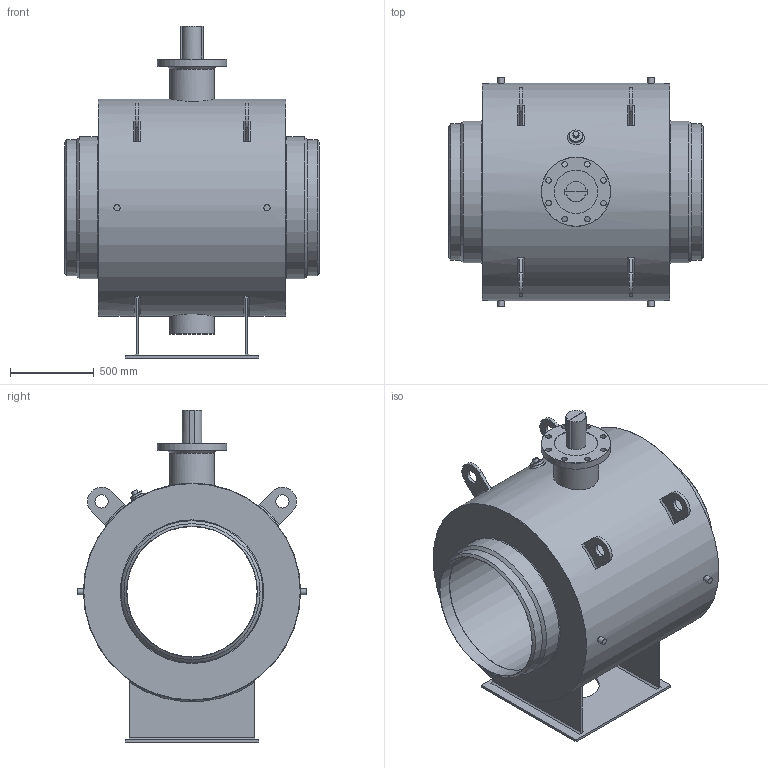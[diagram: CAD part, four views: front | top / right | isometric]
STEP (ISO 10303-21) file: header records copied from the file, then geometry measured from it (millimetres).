
FILE_DESCRIPTION( ( 'Unknown' ), '1' );
FILE_NAME( 'A800WW9_1.stp', 'Unknown', ( 'Unknown' ), ( 'Unknown' ), 'PSStep 14.0', 'Unknown', ' ' );
FILE_SCHEMA( ( 'AUTOMOTIVE_DESIGN { 1 0 10303 214 1 1 1 1 }' ) );
Length unit declared in the file: millimetre
Products named in the file (1): 1
Bounding box: 1524 x 1374 x 1988 mm (x, y, z)
Volume: 1026133967.2 mm3; surface area: 13795461.9 mm2
Topology: 1 solids, 1 shells, 125 faces, 303 edges, 198 vertices
Faces by surface type: plane 61, cylinder 36, cone 25, torus 2, bspline 1
Full cylindrical faces by diameter (mm): 33 x8, 36 x1, 37 x4, 78 x1, 80 x4, 120 x1, 260 x1, 270 x2, 280 x1, 415 x1, 780 x1, 781 x2, 815 x2, 850 x2, 1300 x1
Entity records: 6827 total; most frequent: CARTESIAN_POINT 3048, DIRECTION 564, ORIENTED_EDGE 490, EDGE_CURVE 245, AXIS2_PLACEMENT_3D 228, EDGE_LOOP 221, VERTEX_POINT 188, FACE_OUTER_BOUND 160
